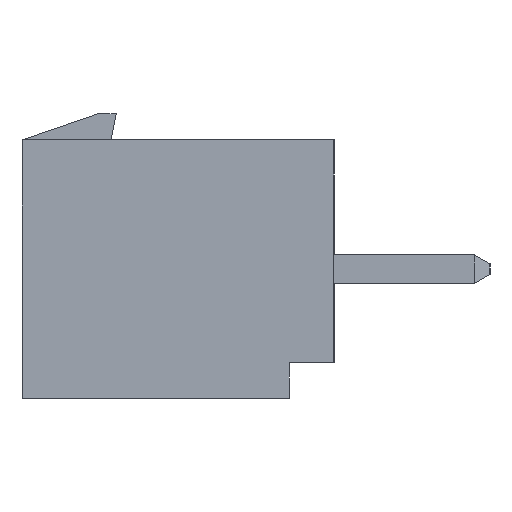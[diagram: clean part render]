
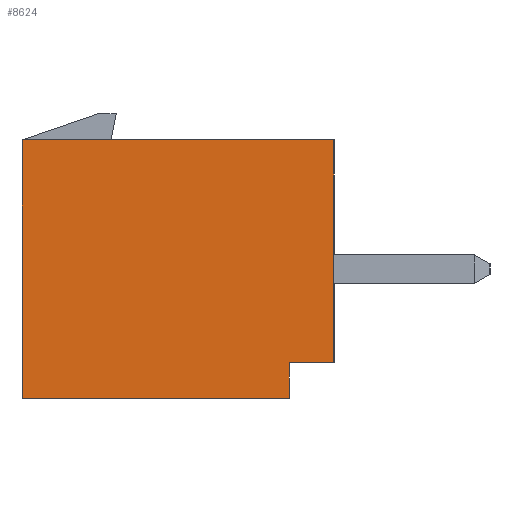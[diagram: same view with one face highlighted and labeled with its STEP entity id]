
A CAD part, left-side view. The second image highlights one B-rep face of the part: STEP entity #8624.
In plain terms, the highlighted planar face has unit normal (-1, 0, 0).
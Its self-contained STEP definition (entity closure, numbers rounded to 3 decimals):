
#30=DIRECTION('',(0.,0.,1.));
#31=VECTOR('',#30,5.);
#32=CARTESIAN_POINT('',(-14.95,0.,-2.1));
#33=LINE('',#32,#31);
#660=DIRECTION('',(0.,1.,0.));
#661=VECTOR('',#660,7.);
#662=CARTESIAN_POINT('',(-14.95,0.,2.9));
#663=LINE('',#662,#661);
#912=DIRECTION('',(0.,0.,1.));
#913=VECTOR('',#912,5.8);
#914=CARTESIAN_POINT('',(-14.95,7.,-2.9));
#915=LINE('',#914,#913);
#2466=DIRECTION('',(0.,0.,-1.));
#2467=VECTOR('',#2466,0.8);
#2468=CARTESIAN_POINT('',(-14.95,1.,-2.1));
#2469=LINE('',#2468,#2467);
#2473=DIRECTION('',(0.,1.,0.));
#2474=VECTOR('',#2473,6.);
#2475=CARTESIAN_POINT('',(-14.95,1.,-2.9));
#2476=LINE('',#2475,#2474);
#2480=DIRECTION('',(0.,1.,0.));
#2481=VECTOR('',#2480,1.);
#2482=CARTESIAN_POINT('',(-14.95,0.,-2.1));
#2483=LINE('',#2482,#2481);
#5462=CARTESIAN_POINT('',(-14.95,7.,-2.9));
#5463=CARTESIAN_POINT('',(-14.95,7.,2.9));
#5464=VERTEX_POINT('',#5462);
#5465=VERTEX_POINT('',#5463);
#5470=CARTESIAN_POINT('',(-14.95,0.,2.9));
#5471=VERTEX_POINT('',#5470);
#5490=CARTESIAN_POINT('',(-14.95,1.,-2.1));
#5491=CARTESIAN_POINT('',(-14.95,1.,-2.9));
#5492=VERTEX_POINT('',#5490);
#5493=VERTEX_POINT('',#5491);
#5498=CARTESIAN_POINT('',(-14.95,0.,-2.1));
#5499=VERTEX_POINT('',#5498);
#8610=CARTESIAN_POINT('',(-14.95,0.,-2.9));
#8611=DIRECTION('',(-1.,0.,0.));
#8612=DIRECTION('',(0.,0.,1.));
#8613=AXIS2_PLACEMENT_3D('',#8610,#8611,#8612);
#8614=PLANE('',#8613);
#8615=ORIENTED_EDGE('',*,*,#8601,.T.);
#8617=ORIENTED_EDGE('',*,*,#8616,.T.);
#8618=ORIENTED_EDGE('',*,*,#6995,.T.);
#8619=ORIENTED_EDGE('',*,*,#6753,.F.);
#8620=ORIENTED_EDGE('',*,*,#6443,.F.);
#8621=ORIENTED_EDGE('',*,*,#7943,.T.);
#8622=EDGE_LOOP('',(#8615,#8617,#8618,#8619,#8620,#8621));
#8623=FACE_OUTER_BOUND('',#8622,.F.);
#8624=ADVANCED_FACE('',(#8623),#8614,.T.);
#6443=EDGE_CURVE('',#5499,#5471,#33,.T.);
#6753=EDGE_CURVE('',#5471,#5465,#663,.T.);
#6995=EDGE_CURVE('',#5464,#5465,#915,.T.);
#7943=EDGE_CURVE('',#5499,#5492,#2483,.T.);
#8601=EDGE_CURVE('',#5492,#5493,#2469,.T.);
#8616=EDGE_CURVE('',#5493,#5464,#2476,.T.);
